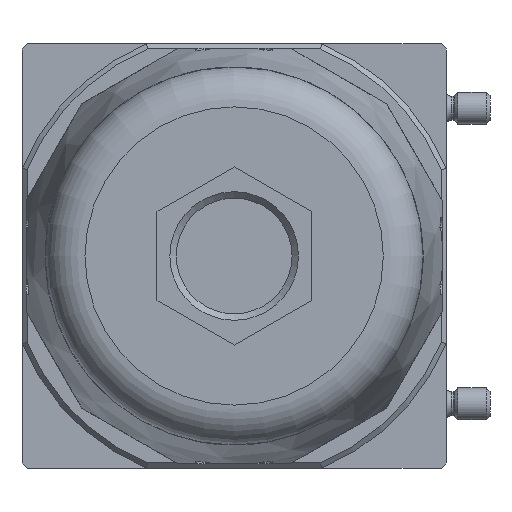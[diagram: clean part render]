
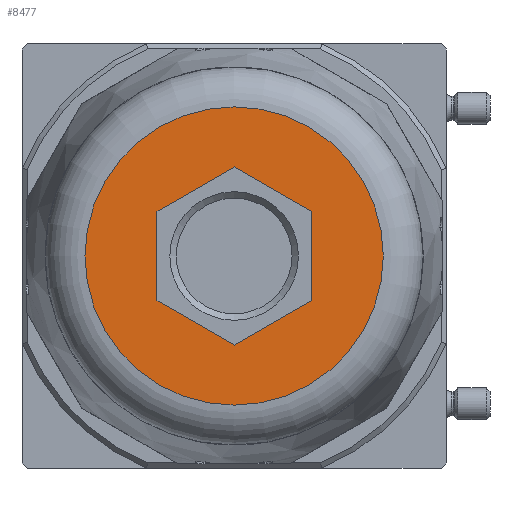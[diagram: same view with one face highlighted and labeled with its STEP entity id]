
A CAD part, front view. The second image highlights one B-rep face of the part: STEP entity #8477.
In plain terms, the highlighted planar face has unit normal (0, -1, 0).
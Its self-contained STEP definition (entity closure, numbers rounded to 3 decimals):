
#484=LINE('',#12967,#890);
#485=LINE('',#12970,#891);
#486=LINE('',#12972,#892);
#487=LINE('',#12974,#893);
#488=LINE('',#12976,#894);
#489=LINE('',#12978,#895);
#890=VECTOR('',#10578,1000.);
#891=VECTOR('',#10579,1000.);
#892=VECTOR('',#10580,1000.);
#893=VECTOR('',#10581,1000.);
#894=VECTOR('',#10582,1000.);
#895=VECTOR('',#10583,1000.);
#1098=PLANE('',#9089);
#1397=CIRCLE('',#9090,23.2);
#2758=ORIENTED_EDGE('',*,*,#3967,.T.);
#2759=ORIENTED_EDGE('',*,*,#3968,.T.);
#2760=ORIENTED_EDGE('',*,*,#3969,.T.);
#2761=ORIENTED_EDGE('',*,*,#3970,.T.);
#2762=ORIENTED_EDGE('',*,*,#3971,.T.);
#2763=ORIENTED_EDGE('',*,*,#3972,.T.);
#2764=ORIENTED_EDGE('',*,*,#3973,.T.);
#3967=EDGE_CURVE('',#4631,#4631,#1397,.T.);
#3968=EDGE_CURVE('',#4632,#4633,#484,.T.);
#3969=EDGE_CURVE('',#4633,#4634,#485,.T.);
#3970=EDGE_CURVE('',#4634,#4635,#486,.T.);
#3971=EDGE_CURVE('',#4635,#4636,#487,.T.);
#3972=EDGE_CURVE('',#4636,#4637,#488,.T.);
#3973=EDGE_CURVE('',#4637,#4632,#489,.T.);
#4631=VERTEX_POINT('',#12966);
#4632=VERTEX_POINT('',#12968);
#4633=VERTEX_POINT('',#12969);
#4634=VERTEX_POINT('',#12971);
#4635=VERTEX_POINT('',#12973);
#4636=VERTEX_POINT('',#12975);
#4637=VERTEX_POINT('',#12977);
#5235=EDGE_LOOP('',(#2758));
#5236=EDGE_LOOP('',(#2759,#2760,#2761,#2762,#2763,#2764));
#5681=FACE_BOUND('',#5235,.T.);
#5682=FACE_BOUND('',#5236,.T.);
#8477=ADVANCED_FACE('',(#5681,#5682),#1098,.T.);
#9089=AXIS2_PLACEMENT_3D('',#12964,#10574,#10575);
#9090=AXIS2_PLACEMENT_3D('',#12965,#10576,#10577);
#10574=DIRECTION('',(0.,-1.,0.));
#10575=DIRECTION('',(0.,0.,-1.));
#10576=DIRECTION('',(0.,-1.,0.));
#10577=DIRECTION('',(0.,0.,-1.));
#10578=DIRECTION('',(0.,0.,1.));
#10579=DIRECTION('',(0.866,0.,0.5));
#10580=DIRECTION('',(0.866,0.,-0.5));
#10581=DIRECTION('',(0.,0.,-1.));
#10582=DIRECTION('',(-0.866,0.,-0.5));
#10583=DIRECTION('',(-0.866,0.,0.5));
#12964=CARTESIAN_POINT('',(14.4,-165.,0.));
#12965=CARTESIAN_POINT('',(0.,-165.,0.));
#12966=CARTESIAN_POINT('',(0.,-165.,-23.2));
#12967=CARTESIAN_POINT('',(-12.,-165.,-6.928));
#12968=CARTESIAN_POINT('',(-12.,-165.,-6.928));
#12969=CARTESIAN_POINT('',(-12.,-165.,6.928));
#12970=CARTESIAN_POINT('',(-12.,-165.,6.928));
#12971=CARTESIAN_POINT('',(0.,-165.,13.856));
#12972=CARTESIAN_POINT('',(0.,-165.,13.856));
#12973=CARTESIAN_POINT('',(12.,-165.,6.928));
#12974=CARTESIAN_POINT('',(12.,-165.,6.928));
#12975=CARTESIAN_POINT('',(12.,-165.,-6.928));
#12976=CARTESIAN_POINT('',(12.,-165.,-6.928));
#12977=CARTESIAN_POINT('',(0.,-165.,-13.856));
#12978=CARTESIAN_POINT('',(0.,-165.,-13.856));
